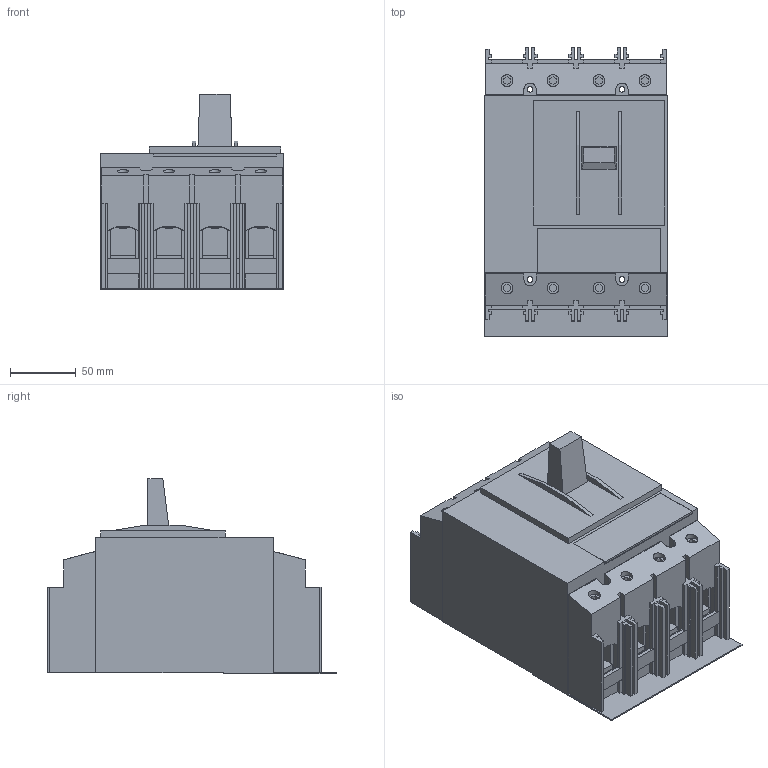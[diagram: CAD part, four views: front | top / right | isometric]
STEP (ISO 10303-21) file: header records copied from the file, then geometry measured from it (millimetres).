
FILE_DESCRIPTION(/* description */ ('STEP AP214'),/* implementation_level */ '2;1');
FILE_NAME(/* name */ 'eaton-molded-case-switches-mcad-3d-models-nzm2-4p-na-can-bt',/* time_stamp */ '2025-08-19T12:48:23+02:00',/* author */ ('License CC BY-ND 4.0'),/* organization */ ('CADENAS'),/* preprocessor_version */ 'ST-DEVELOPER v19.3',/* originating_system */ 'PARTsolutions',/* authorisation */ ' ');
FILE_SCHEMA (('AUTOMOTIVE_DESIGN {1 0 10303 214 3 1 1}'));
Length unit declared in the file: millimetre
Products named in the file (4): 153380_(index); 153380_p1; 153380_p3; 153380_p2
Assembly tree (4 placements, depth 2):
  153380_(index)
    153380_p1
    153380_p3  x2
    153380_p2
Bounding box: 140 x 219.5 x 149.23 mm (x, y, z)
Volume: 2553470.7 mm3; surface area: 281155.6 mm2
Topology: 4 solids, 4 shells, 714 faces, 2019 edges, 1348 vertices
Faces by surface type: plane 662, cylinder 52
Full cylindrical faces by diameter (mm): 4.5 x4, 4.8 x8, 5.5 x2, 8.5 x8, 9 x8, 10 x8
Entity records: 12693 total; most frequent: CARTESIAN_POINT 2238, ORIENTED_EDGE 2180, DIRECTION 1974, EDGE_CURVE 1090, LINE 1018, VECTOR 1018, VERTEX_POINT 742, EDGE_LOOP 488
